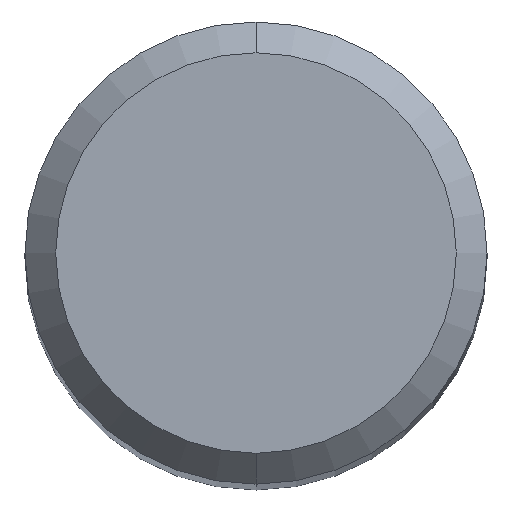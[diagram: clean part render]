
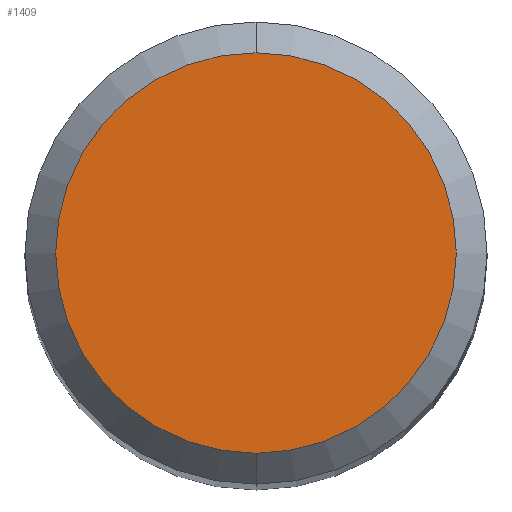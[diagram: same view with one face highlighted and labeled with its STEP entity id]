
A CAD part, top view. The second image highlights one B-rep face of the part: STEP entity #1409.
In plain terms, the highlighted planar face has unit normal (0, 0, 1).
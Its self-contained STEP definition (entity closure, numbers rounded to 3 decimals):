
#911=VERTEX_POINT('',#2245);
#943=VERTEX_POINT('',#2280);
#1011=EDGE_CURVE('',#943,#911,#2356,.T.);
#1409=ADVANCED_FACE('',(#2784),#2785,.T.);
#1629=EDGE_CURVE('',#911,#943,#3030,.T.);
#2245=CARTESIAN_POINT('',(0.,-2.6,0.0));
#2280=CARTESIAN_POINT('',(0.0,2.6,0.0));
#2356=CIRCLE('',#4693,2.6);
#2784=FACE_OUTER_BOUND('',#6276,.T.);
#2785=PLANE('',#6277);
#3030=CIRCLE('',#7137,2.6);
#4693=AXIS2_PLACEMENT_3D('',#9247,#9248,#9249);
#6276=EDGE_LOOP('',(#9649,#9650));
#6277=AXIS2_PLACEMENT_3D('',#9651,#9652,#9653);
#7137=AXIS2_PLACEMENT_3D('',#9959,#9960,#9961);
#9247=CARTESIAN_POINT('',(0.0,0.0,0.0));
#9248=DIRECTION('',(0.0,0.0,-1.0));
#9249=DIRECTION('',(0.0,1.0,0.0));
#9649=ORIENTED_EDGE('',*,*,#1011,.F.);
#9650=ORIENTED_EDGE('',*,*,#1629,.F.);
#9651=CARTESIAN_POINT('',(0.0,1.3,0.0));
#9652=DIRECTION('',(-0.0,0.0,1.0));
#9653=DIRECTION('',(0.0,-1.0,0.0));
#9959=CARTESIAN_POINT('',(0.0,0.0,0.0));
#9960=DIRECTION('',(0.0,0.0,-1.0));
#9961=DIRECTION('',(0.0,1.0,0.0));
